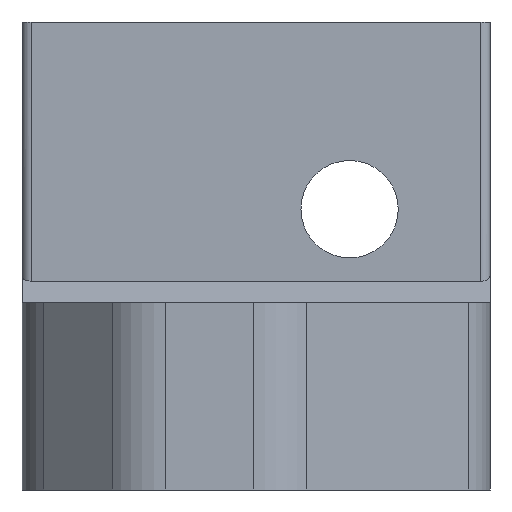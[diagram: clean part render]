
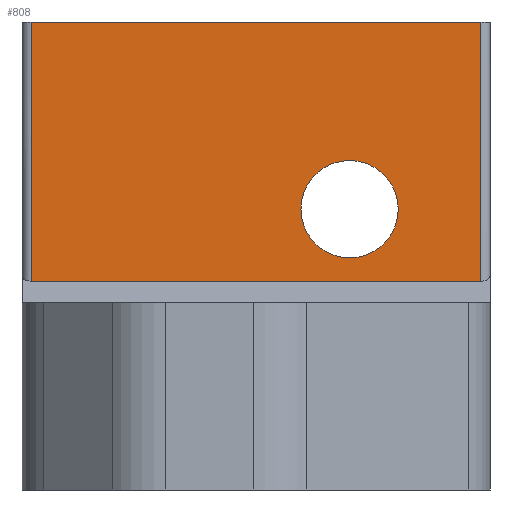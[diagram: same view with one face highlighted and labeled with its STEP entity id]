
A CAD part, left-side view. The second image highlights one B-rep face of the part: STEP entity #808.
In plain terms, the highlighted planar face has unit normal (-1, 0, 0).
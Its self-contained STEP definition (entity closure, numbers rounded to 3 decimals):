
#19=FACE_BOUND('',#106,.T.);
#59=FACE_OUTER_BOUND('',#105,.T.);
#105=EDGE_LOOP('',(#622,#623,#624,#625));
#106=EDGE_LOOP('',(#626));
#166=CIRCLE('',#891,2.6);
#221=LINE('',#1321,#298);
#222=LINE('',#1323,#299);
#223=LINE('',#1325,#300);
#224=LINE('',#1326,#301);
#298=VECTOR('',#1056,10.);
#299=VECTOR('',#1057,10.);
#300=VECTOR('',#1058,10.);
#301=VECTOR('',#1059,10.);
#387=VERTEX_POINT('',#1319);
#388=VERTEX_POINT('',#1320);
#389=VERTEX_POINT('',#1322);
#390=VERTEX_POINT('',#1324);
#391=VERTEX_POINT('',#1327);
#478=EDGE_CURVE('',#387,#388,#221,.T.);
#479=EDGE_CURVE('',#389,#387,#222,.T.);
#480=EDGE_CURVE('',#390,#389,#223,.T.);
#481=EDGE_CURVE('',#390,#388,#224,.T.);
#482=EDGE_CURVE('',#391,#391,#166,.T.);
#622=ORIENTED_EDGE('',*,*,#478,.F.);
#623=ORIENTED_EDGE('',*,*,#479,.F.);
#624=ORIENTED_EDGE('',*,*,#480,.F.);
#625=ORIENTED_EDGE('',*,*,#481,.T.);
#626=ORIENTED_EDGE('',*,*,#482,.T.);
#779=PLANE('',#890);
#808=ADVANCED_FACE('',(#59,#19),#779,.T.);
#890=AXIS2_PLACEMENT_3D('',#1318,#1054,#1055);
#891=AXIS2_PLACEMENT_3D('',#1328,#1060,#1061);
#1054=DIRECTION('center_axis',(-1.,0.,0.));
#1055=DIRECTION('ref_axis',(0.,-1.,0.));
#1056=DIRECTION('',(0.,0.,-1.));
#1057=DIRECTION('',(0.,-1.,0.));
#1058=DIRECTION('',(0.,0.,1.));
#1059=DIRECTION('',(0.,-1.,0.));
#1060=DIRECTION('center_axis',(1.,0.,0.));
#1061=DIRECTION('ref_axis',(0.,0.,-1.));
#1318=CARTESIAN_POINT('Origin',(17.,10.,5.));
#1319=CARTESIAN_POINT('',(17.,-14.5,25.));
#1320=CARTESIAN_POINT('',(17.,-14.5,11.155));
#1321=CARTESIAN_POINT('',(17.,-14.5,2.5));
#1322=CARTESIAN_POINT('',(17.,9.5,25.));
#1323=CARTESIAN_POINT('',(17.,3.75,25.));
#1324=CARTESIAN_POINT('',(17.,9.5,11.155));
#1325=CARTESIAN_POINT('',(17.,9.5,2.5));
#1326=CARTESIAN_POINT('',(17.,10.,11.155));
#1327=CARTESIAN_POINT('',(17.,-7.5,17.6));
#1328=CARTESIAN_POINT('Origin',(17.,-7.5,15.));
